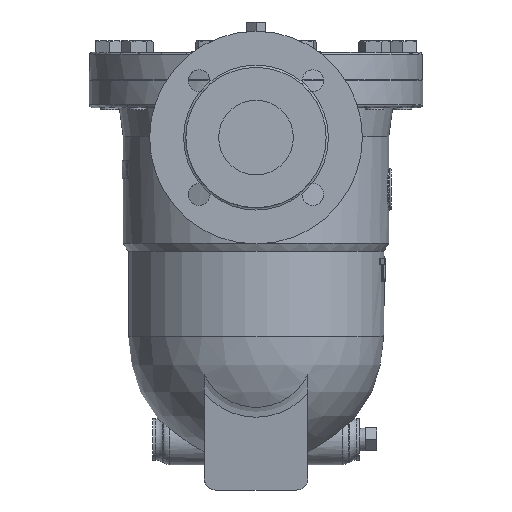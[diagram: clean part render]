
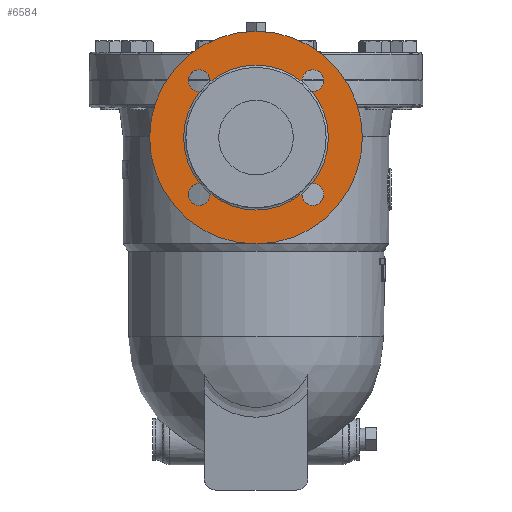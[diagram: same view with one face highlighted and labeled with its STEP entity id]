
A CAD part, left-side view. The second image highlights one B-rep face of the part: STEP entity #6584.
In plain terms, the highlighted planar face has unit normal (-1, 0, 0).
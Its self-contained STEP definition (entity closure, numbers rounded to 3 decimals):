
#326=PLANE('',#7253);
#447=FACE_BOUND('',#2142,.T.);
#1604=FACE_OUTER_BOUND('',#2141,.T.);
#2141=EDGE_LOOP('',(#6045));
#2142=EDGE_LOOP('',(#6046,#6047,#6048,#6049,#6050,#6051,#6052,#6053));
#2682=CIRCLE('',#7240,9.5);
#2686=CIRCLE('',#7246,9.5);
#2690=CIRCLE('',#7252,9.5);
#2691=CIRCLE('',#7254,92.5);
#2692=CIRCLE('',#7255,63.);
#2693=CIRCLE('',#7256,63.);
#2694=CIRCLE('',#7257,63.);
#2695=CIRCLE('',#7258,9.5);
#2696=CIRCLE('',#7259,63.);
#3299=VERTEX_POINT('',#19090);
#3300=VERTEX_POINT('',#19091);
#3302=VERTEX_POINT('',#19099);
#3303=VERTEX_POINT('',#19100);
#3305=VERTEX_POINT('',#19108);
#3306=VERTEX_POINT('',#19109);
#3308=VERTEX_POINT('',#19117);
#3309=VERTEX_POINT('',#19121);
#3310=VERTEX_POINT('',#19123);
#4224=EDGE_CURVE('',#3300,#3299,#2682,.T.);
#4228=EDGE_CURVE('',#3303,#3302,#2686,.T.);
#4232=EDGE_CURVE('',#3306,#3305,#2690,.T.);
#4233=EDGE_CURVE('',#3308,#3308,#2691,.T.);
#4234=EDGE_CURVE('',#3303,#3299,#2692,.T.);
#4235=EDGE_CURVE('',#3306,#3302,#2693,.T.);
#4236=EDGE_CURVE('',#3309,#3305,#2694,.T.);
#4237=EDGE_CURVE('',#3309,#3310,#2695,.T.);
#4238=EDGE_CURVE('',#3300,#3310,#2696,.T.);
#6045=ORIENTED_EDGE('',*,*,#4233,.T.);
#6046=ORIENTED_EDGE('',*,*,#4224,.T.);
#6047=ORIENTED_EDGE('',*,*,#4234,.F.);
#6048=ORIENTED_EDGE('',*,*,#4228,.T.);
#6049=ORIENTED_EDGE('',*,*,#4235,.F.);
#6050=ORIENTED_EDGE('',*,*,#4232,.T.);
#6051=ORIENTED_EDGE('',*,*,#4236,.F.);
#6052=ORIENTED_EDGE('',*,*,#4237,.T.);
#6053=ORIENTED_EDGE('',*,*,#4238,.F.);
#6584=ADVANCED_FACE('',(#1604,#447),#326,.T.);
#7240=AXIS2_PLACEMENT_3D('',#19097,#8831,#8832);
#7246=AXIS2_PLACEMENT_3D('',#19106,#8843,#8844);
#7252=AXIS2_PLACEMENT_3D('',#19115,#8855,#8856);
#7253=AXIS2_PLACEMENT_3D('',#19116,#8857,#8858);
#7254=AXIS2_PLACEMENT_3D('',#19118,#8859,#8860);
#7255=AXIS2_PLACEMENT_3D('',#19119,#8861,#8862);
#7256=AXIS2_PLACEMENT_3D('',#19120,#8863,#8864);
#7257=AXIS2_PLACEMENT_3D('',#19122,#8865,#8866);
#7258=AXIS2_PLACEMENT_3D('',#19124,#8867,#8868);
#7259=AXIS2_PLACEMENT_3D('',#19125,#8869,#8870);
#8831=DIRECTION('center_axis',(1.,0.,0.));
#8832=DIRECTION('ref_axis',(0.,-1.,0.));
#8843=DIRECTION('center_axis',(1.,0.,0.));
#8844=DIRECTION('ref_axis',(0.,0.,-1.));
#8855=DIRECTION('center_axis',(1.,0.,0.));
#8856=DIRECTION('ref_axis',(0.,1.,0.));
#8857=DIRECTION('center_axis',(-1.,0.,0.));
#8858=DIRECTION('ref_axis',(0.,0.,1.));
#8859=DIRECTION('center_axis',(-1.,0.,0.));
#8860=DIRECTION('ref_axis',(0.,0.,1.));
#8861=DIRECTION('center_axis',(-1.,0.,0.));
#8862=DIRECTION('ref_axis',(0.,0.,
-1.));
#8863=DIRECTION('center_axis',(-1.,0.,0.));
#8864=DIRECTION('ref_axis',(0.,0.,
-1.));
#8865=DIRECTION('center_axis',(-1.,0.,0.));
#8866=DIRECTION('ref_axis',(0.,0.,
-1.));
#8867=DIRECTION('center_axis',(1.,0.,0.));
#8868=DIRECTION('ref_axis',(0.,0.,1.));
#8869=DIRECTION('center_axis',(-1.,0.,0.));
#8870=DIRECTION('ref_axis',(0.,0.,
-1.));
#19090=CARTESIAN_POINT('',(-185.,-40.036,-98.643));
#19091=CARTESIAN_POINT('',(-185.,-48.643,-90.036));
#19097=CARTESIAN_POINT('Origin',(-185.,-49.497,-99.497));
#19099=CARTESIAN_POINT('',(-185.,48.643,-90.036));
#19100=CARTESIAN_POINT('',(-185.,40.036,-98.643));
#19106=CARTESIAN_POINT('Origin',(-185.,49.497,-99.497));
#19108=CARTESIAN_POINT('',(-185.,40.036,-1.357));
#19109=CARTESIAN_POINT('',(-185.,48.643,-9.964));
#19115=CARTESIAN_POINT('Origin',(-185.,49.497,-0.503));
#19116=CARTESIAN_POINT('Origin',(-185.,0.,26.75));
#19117=CARTESIAN_POINT('',(-185.,0.,42.5));
#19118=CARTESIAN_POINT('Origin',(-185.,0.,-50.));
#19119=CARTESIAN_POINT('Origin',(-185.,0.,-50.));
#19120=CARTESIAN_POINT('Origin',(-185.,0.,-50.));
#19121=CARTESIAN_POINT('',(-185.,-40.036,-1.357));
#19122=CARTESIAN_POINT('Origin',(-185.,0.,-50.));
#19123=CARTESIAN_POINT('',(-185.,-48.643,-9.964));
#19124=CARTESIAN_POINT('Origin',(-185.,-49.497,-0.503));
#19125=CARTESIAN_POINT('Origin',(-185.,0.,-50.));
